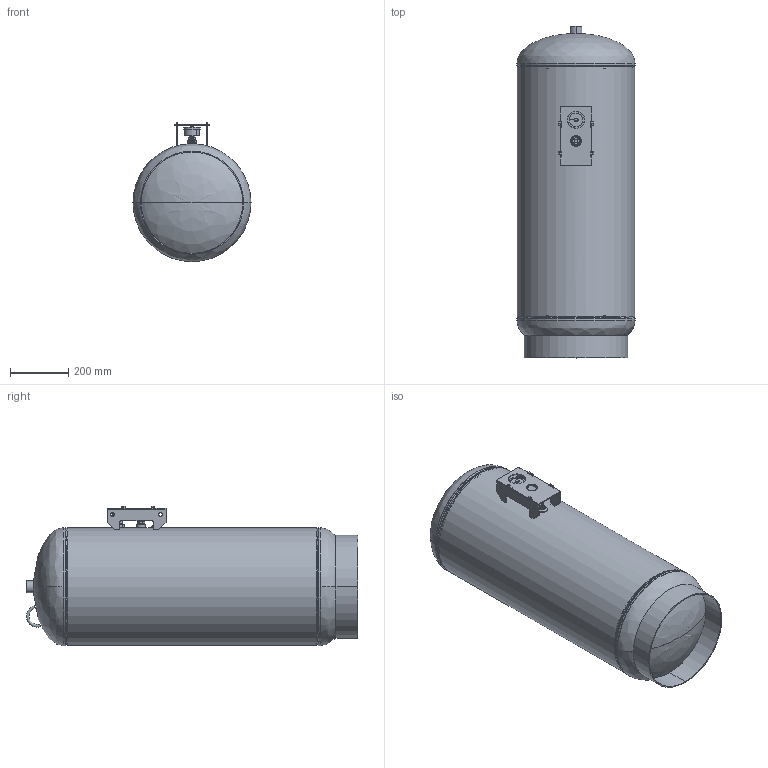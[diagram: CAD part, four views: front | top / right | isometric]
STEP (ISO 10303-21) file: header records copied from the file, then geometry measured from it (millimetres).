
FILE_DESCRIPTION (( 'STEP AP203' ), '1' );
FILE_NAME ('TTA-80.STEP', '2021-03-15T16:48:16', ( '' ), ( '' ), 'SwSTEP 2.0', 'SolidWorks 2021', '' );
FILE_SCHEMA (( 'CONFIG_CONTROL_DESIGN' ));
Length unit declared in the file: inch
Products named in the file (20): 07200310_5081T17; Couplings_9500318; 99H0071_91280A525; 99B1531; 9500010; 9800401_9800400; 99Q3774; 9200080; 99M0243; 9500030; 9500000; 99K0777; TTA-80; 99M0232; 9800460_03-34; 99K0776; 99M0231; 9400540; 33032063
Assembly tree (25 placements, depth 3):
  TTA-80
    99B1531
    9200080
    9200080
    9500000
    9500010
    9500030
    Couplings_9500318
    9800460_03-34
    07200310_5081T17
    9800401_9800400
    33032063
      99M0231
      99M0232
      99H0071_91280A525  x6
      99M0243
    9400540
    99Q3774
    99K0776  x2
    99K0777
Bounding box: 406.4 x 1143 x 480.15 mm (x, y, z)
Volume: 5470589.1 mm3; surface area: 4752322.5 mm2
Topology: 28 solids, 28 shells, 1223 faces, 3029 edges, 1883 vertices
Faces by surface type: cylinder 534, cone 337, plane 233, torus 80, bspline 39
Full cylindrical faces by diameter (mm): 400.05 x1, 404.927 x1
Entity records: 40886 total; most frequent: CARTESIAN_POINT 19526, DIRECTION 4096, ORIENTED_EDGE 3932, EDGE_CURVE 1966, AXIS2_PLACEMENT_3D 1657, VERTEX_POINT 1197, EDGE_LOOP 939, ADVANCED_FACE 833
